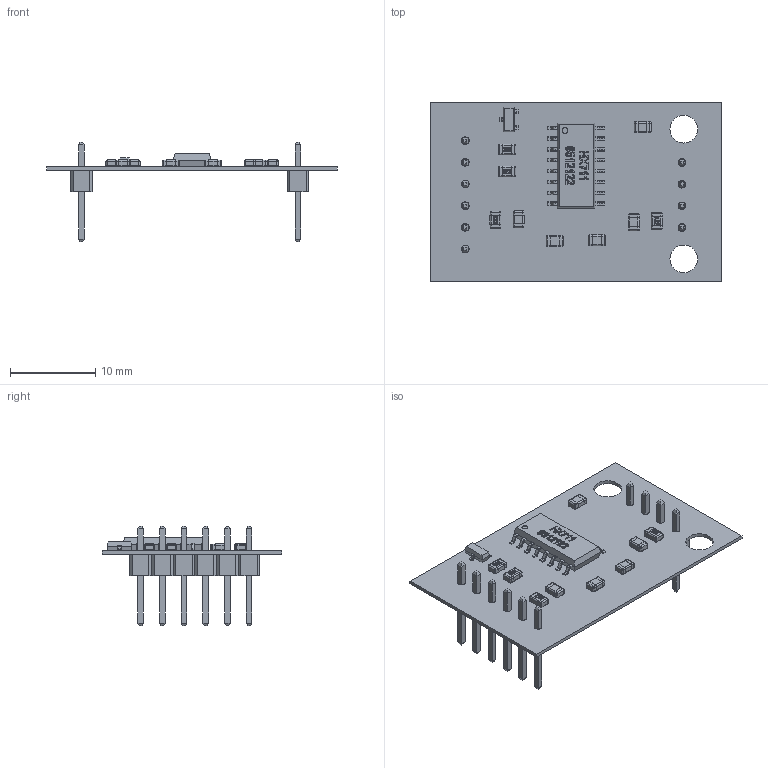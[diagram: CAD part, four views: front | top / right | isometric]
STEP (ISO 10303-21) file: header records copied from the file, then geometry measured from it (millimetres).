
FILE_DESCRIPTION(/* description */ (''),/* implementation_level */ '2;1');
FILE_NAME(/* name */ 'HX711.step',/* time_stamp */ '2020-08-22T02:22:16+06:00',/* author */ (''),/* organization */ (''),/* preprocessor_version */ 'ST-DEVELOPER v18.1',/* originating_system */ 'Autodesk Translation Framework v9.3.0.1241',/* authorisation */ '');
FILE_SCHEMA (('AUTOMOTIVE_DESIGN { 1 0 10303 214 3 1 1 }'));
Length unit declared in the file: millimetre
Products named in the file (38): HX711; placa; HX711_SOP16; base_HX711; pino_HX711; RESISTOR_SMD_122; RESISTOR_SMD_822; RESISTOR_SMD_203; CAPACITOR_805; SOT23; TRANSISTOR_SOT23; PINO_SOT23; 1x4 TH Vert 100mil; 1x4 TH Vert 100mil_1; Part 9; Part 8; Part 7; Part 6; Part 5; Part 4; Plastic; Pin Bottom; Pin Top; 1x6 TH Vert 100mil; 1x6 TH Vert 100mil_1; Part 13; Part 12; Part 11; Part 10; Part 9_1; Part 8_1; Part 7_1; Part 6_1; Part 5_1; Part 4_1; Plastic_1; Pin Bottom_1; Pin Top_1
Assembly tree (59 placements, depth 4):
  HX711
    placa
    HX711_SOP16
      base_HX711
      pino_HX711  x16
    RESISTOR_SMD_122  x2
    RESISTOR_SMD_822
    RESISTOR_SMD_203
    CAPACITOR_805  x5
    SOT23
      TRANSISTOR_SOT23
      PINO_SOT23  x3
    1x4 TH Vert 100mil
      1x4 TH Vert 100mil_1
        Part 9
        Part 8
        Part 7
        Part 6
        Part 5
        Part 4
        Plastic
        Pin Bottom
        Pin Top
    1x6 TH Vert 100mil
      1x6 TH Vert 100mil_1
        Part 13
        Part 12
        Part 11
        Part 10
        Part 9_1
        Part 8_1
        Part 7_1
        Part 6_1
        Part 5_1
        Part 4_1
        Plastic_1
        Pin Bottom_1
        Pin Top_1
Bounding box: 34 x 21 x 11.68 mm (x, y, z)
Volume: 570.9 mm3; surface area: 2299.4 mm2
Topology: 53 solids, 53 shells, 2201 faces, 5263 edges, 3089 vertices
Faces by surface type: plane 915, cylinder 748, bspline 238, torus 152, sphere 148
Full cylindrical faces by diameter (mm): 0.1 x30, 0.7 x1, 0.9 x10, 3.25 x2
Entity records: 44313 total; most frequent: CARTESIAN_POINT 15960, ORIENTED_EDGE 5788, DIRECTION 5159, EDGE_CURVE 2894, LINE 1929, VECTOR 1929, VERTEX_POINT 1807, AXIS2_PLACEMENT_3D 1615
